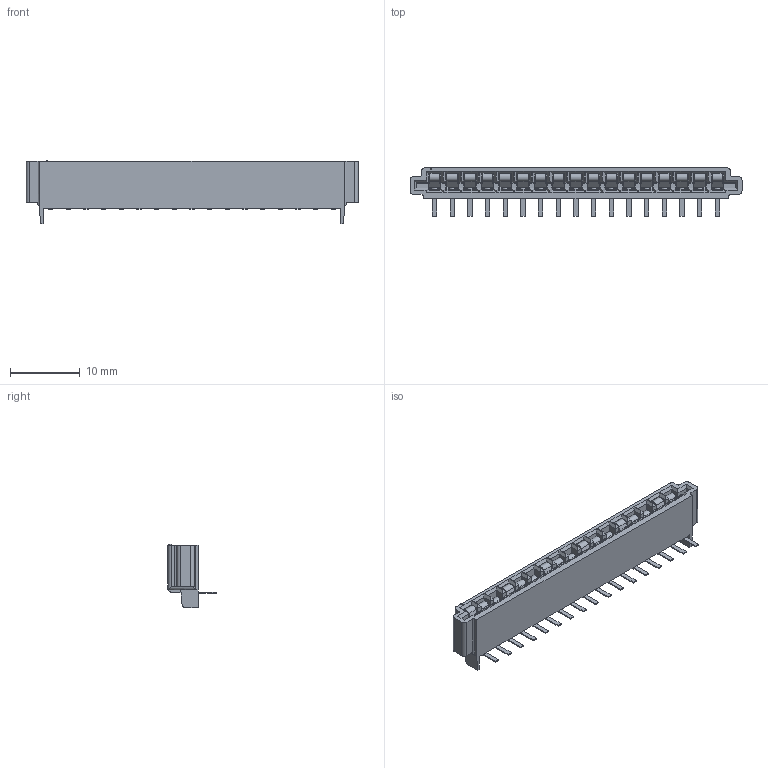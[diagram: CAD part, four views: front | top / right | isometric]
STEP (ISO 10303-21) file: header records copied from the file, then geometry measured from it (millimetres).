
FILE_DESCRIPTION((''),'2;1');
FILE_NAME('C-6-520314-7','2019-02-27T04:16:44',('workeradm'),('TE Connectivity Ltd.'),'CREO PARAMETRIC BY PTC INC, 2018190','CREO PARAMETRIC BY PTC INC, 2018190','');
FILE_SCHEMA(('AUTOMOTIVE_DESIGN { 1 0 10303 214 1 1 1 1 }'));
Length unit declared in the file: millimetre
Products named in the file (1): C-6-520314-7
Bounding box: 47.7 x 6.93 x 9.09 mm (x, y, z)
Volume: 934.4 mm3; surface area: 2642.7 mm2
Topology: 1 solids, 1 shells, 1030 faces, 2921 edges, 1878 vertices
Faces by surface type: plane 659, cylinder 218, bspline 119, torus 17, cone 17
Entity records: 44361 total; most frequent: CARTESIAN_POINT 18054, ORIENTED_EDGE 5842, DIRECTION 5040, EDGE_CURVE 2921, VECTOR 2192, LINE 2192, VERTEX_POINT 1878, AXIS2_PLACEMENT_3D 1424
